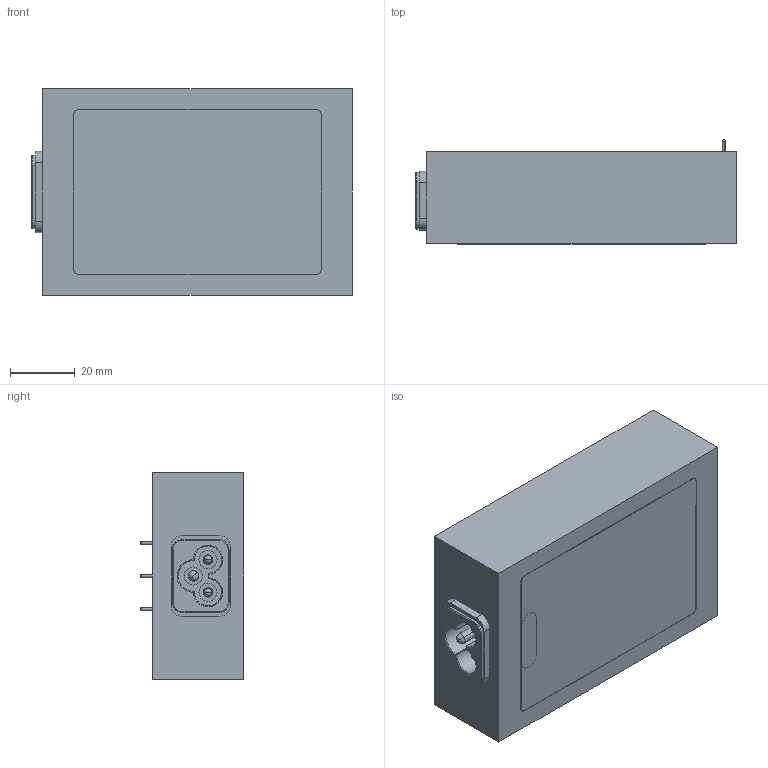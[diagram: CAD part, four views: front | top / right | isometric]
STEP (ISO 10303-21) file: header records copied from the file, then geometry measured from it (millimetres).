
FILE_DESCRIPTION (( 'STEP AP214' ), '1' );
FILE_NAME ('BP32030.STEP', '2022-04-20T15:49:36', ( '' ), ( '' ), 'SwSTEP 2.0', 'SolidWorks 2020', '' );
FILE_SCHEMA (( 'AUTOMOTIVE_DESIGN' ));
Length unit declared in the file: inch
Products named in the file (10): 860047939 Rev B_860047940; 321215000 assembly_web model BP3; covers_fill hole hidden; BP32030; Pin (swage mnt)_.040 x 1.00; Screw 4-40x_25 PHMS_90272A106; PDI_ 42R51-5131-NFPT; 30W; Round Spacer_#4 .25R,.875L; 321215000d_web model
Assembly tree (13 placements, depth 3):
  BP32030
    860047939 Rev B_860047940
    covers_fill hole hidden
    321215000 assembly_web model BP3
      321215000d_web model
      Screw 4-40x_25 PHMS_90272A106  x2
      Round Spacer_#4 .25R,.875L  x2
      Pin (swage mnt)_.040 x 1.00  x3
      PDI_ 42R51-5131-NFPT
    30W
Bounding box: 98.64 x 31.99 x 63.5 mm (x, y, z)
Volume: 35961.1 mm3; surface area: 65658.7 mm2
Topology: 18 solids, 18 shells, 753 faces, 2045 edges, 1338 vertices
Faces by surface type: cylinder 440, plane 241, cone 30, bspline 24, sphere 10, torus 8
Entity records: 25055 total; most frequent: CARTESIAN_POINT 5166, DIRECTION 3402, ORIENTED_EDGE 3322, EDGE_CURVE 1661, AXIS2_PLACEMENT_3D 1289, VERTEX_POINT 1097, EDGE_LOOP 828, LINE 824
